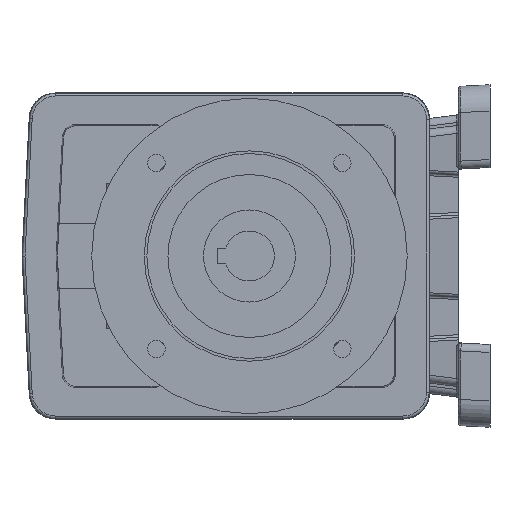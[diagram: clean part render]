
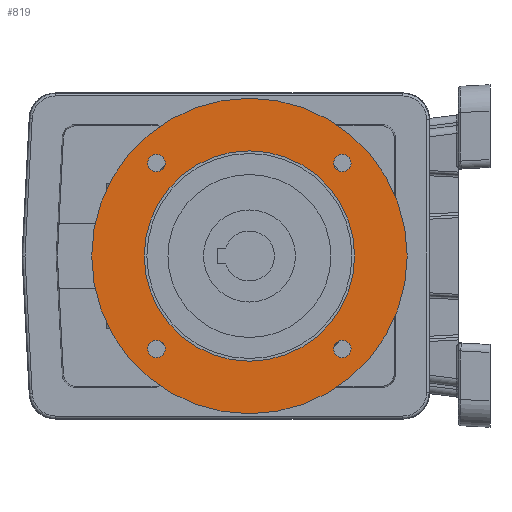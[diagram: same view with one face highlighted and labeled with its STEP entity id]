
A CAD part, left-side view. The second image highlights one B-rep face of the part: STEP entity #819.
In plain terms, the highlighted planar face has unit normal (-1, 0, 0).
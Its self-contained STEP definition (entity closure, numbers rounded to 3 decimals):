
#819 = ADVANCED_FACE( '', ( #2171, #2172, #2173, #2174, #2175, #2176 ), #2177, .F. );
#2171 = FACE_BOUND( '', #4692, .T. );
#2172 = FACE_BOUND( '', #4693, .T. );
#2173 = FACE_BOUND( '', #4694, .T. );
#2174 = FACE_BOUND( '', #4695, .T. );
#2175 = FACE_OUTER_BOUND( '', #4696, .T. );
#2176 = FACE_BOUND( '', #4697, .T. );
#2177 = PLANE( '', #4698 );
#4692 = EDGE_LOOP( '', ( #11546 ) );
#4693 = EDGE_LOOP( '', ( #11547 ) );
#4694 = EDGE_LOOP( '', ( #11548 ) );
#4695 = EDGE_LOOP( '', ( #11549 ) );
#4696 = EDGE_LOOP( '', ( #11550 ) );
#4697 = EDGE_LOOP( '', ( #11551 ) );
#4698 = AXIS2_PLACEMENT_3D( '', #11552, #11553, #11554 );
#11546 = ORIENTED_EDGE( '', *, *, #17019, .T. );
#11547 = ORIENTED_EDGE( '', *, *, #17020, .T. );
#11548 = ORIENTED_EDGE( '', *, *, #16777, .T. );
#11549 = ORIENTED_EDGE( '', *, *, #17021, .T. );
#11550 = ORIENTED_EDGE( '', *, *, #17022, .F. );
#11551 = ORIENTED_EDGE( '', *, *, #17023, .T. );
#11552 = CARTESIAN_POINT( '', ( -21.529, 6.5, 68.818 ) );
#11553 = DIRECTION( '', ( 1., 0., 0. ) );
#11554 = DIRECTION( '', ( 0., 1., 0. ) );
#16777 = EDGE_CURVE( '', #19187, #19187, #19188, .T. );
#17019 = EDGE_CURVE( '', #19598, #19598, #19599, .T. );
#17020 = EDGE_CURVE( '', #19600, #19600, #19601, .T. );
#17021 = EDGE_CURVE( '', #19602, #19602, #19603, .T. );
#17022 = EDGE_CURVE( '', #19604, #19604, #19605, .T. );
#17023 = EDGE_CURVE( '', #19606, #19606, #19607, .T. );
#19187 = VERTEX_POINT( '', #22919 );
#19188 = CIRCLE( '', #22920, 3.3 );
#19598 = VERTEX_POINT( '', #23857 );
#19599 = CIRCLE( '', #23858, 3.3 );
#19600 = VERTEX_POINT( '', #23859 );
#19601 = CIRCLE( '', #23860, 3.3 );
#19602 = VERTEX_POINT( '', #23861 );
#19603 = CIRCLE( '', #23862, 40. );
#19604 = VERTEX_POINT( '', #23863 );
#19605 = CIRCLE( '', #23864, 60. );
#19606 = VERTEX_POINT( '', #23865 );
#19607 = CIRCLE( '', #23866, 3.3 );
#22919 = CARTESIAN_POINT( '', ( -21.529, 45.155, 33.463 ) );
#22920 = AXIS2_PLACEMENT_3D( '', #28977, #28978, #28979 );
#23857 = CARTESIAN_POINT( '', ( -21.529, -32.155, 104.173 ) );
#23858 = AXIS2_PLACEMENT_3D( '', #29295, #29296, #29297 );
#23859 = CARTESIAN_POINT( '', ( -21.529, -28.855, 30.163 ) );
#23860 = AXIS2_PLACEMENT_3D( '', #29298, #29299, #29300 );
#23861 = CARTESIAN_POINT( '', ( -21.529, 6.5, 108.818 ) );
#23862 = AXIS2_PLACEMENT_3D( '', #29301, #29302, #29303 );
#23863 = CARTESIAN_POINT( '', ( -21.529, 6.5, 128.818 ) );
#23864 = AXIS2_PLACEMENT_3D( '', #29304, #29305, #29306 );
#23865 = CARTESIAN_POINT( '', ( -21.529, 41.855, 107.473 ) );
#23866 = AXIS2_PLACEMENT_3D( '', #29307, #29308, #29309 );
#28977 = CARTESIAN_POINT( '', ( -21.529, 41.855, 33.463 ) );
#28978 = DIRECTION( '', ( 1., 0., 0. ) );
#28979 = DIRECTION( '', ( 0., 1., 0. ) );
#29295 = CARTESIAN_POINT( '', ( -21.529, -28.855, 104.173 ) );
#29296 = DIRECTION( '', ( 1., 0., 0. ) );
#29297 = DIRECTION( '', ( 0., -1., 0. ) );
#29298 = CARTESIAN_POINT( '', ( -21.529, -28.855, 33.463 ) );
#29299 = DIRECTION( '', ( 1., 0., 0. ) );
#29300 = DIRECTION( '', ( 0., 0., -1. ) );
#29301 = CARTESIAN_POINT( '', ( -21.529, 6.5, 68.818 ) );
#29302 = DIRECTION( '', ( 1., 0., 0. ) );
#29303 = DIRECTION( '', ( 0., 0., 1. ) );
#29304 = CARTESIAN_POINT( '', ( -21.529, 6.5, 68.818 ) );
#29305 = DIRECTION( '', ( 1., 0., 0. ) );
#29306 = DIRECTION( '', ( 0., 0., 1. ) );
#29307 = CARTESIAN_POINT( '', ( -21.529, 41.855, 104.173 ) );
#29308 = DIRECTION( '', ( 1., 0., 0. ) );
#29309 = DIRECTION( '', ( 0., 0., 1. ) );
